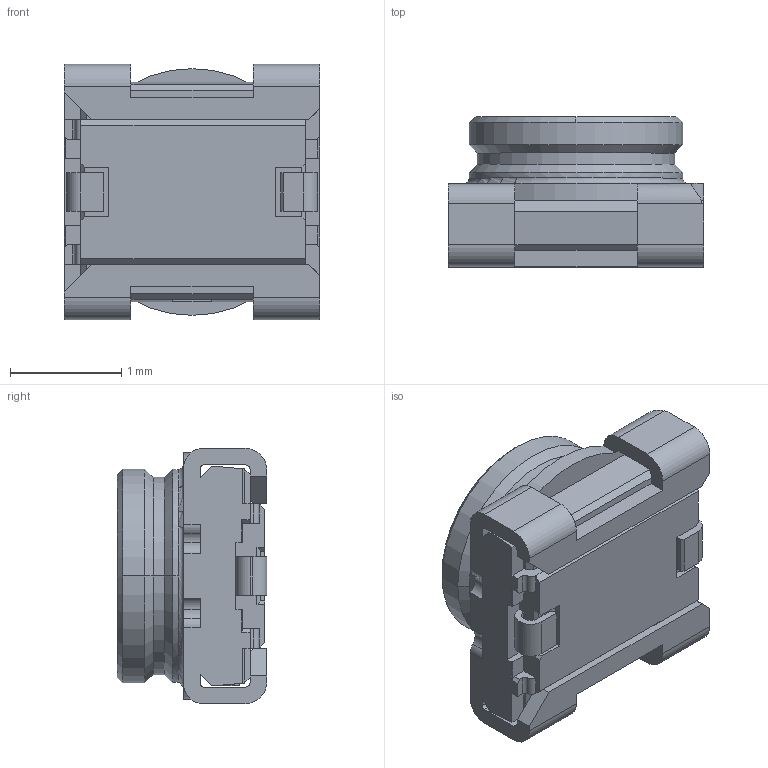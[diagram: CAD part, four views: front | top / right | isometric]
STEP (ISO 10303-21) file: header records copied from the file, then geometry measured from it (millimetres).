
FILE_DESCRIPTION(('CoCreate Modeling STEP Export'),'2;1');
FILE_NAME('MS-156C3.stp','2014-09-02T16:46:33',(''),(''),'CoCreate Modeling STEP processor for AP214 (Solid Model)','CoCreate Modeling 17.0 01-Apr-2010 (C) Parametric Technology GmbH','');
FILE_SCHEMA(('AUTOMOTIVE_DESIGN { 1 0 10303 214 1 1 1 1 }'));
Length unit declared in the file: millimetre
Products named in the file (1): MS-156C3
Bounding box: 2.3 x 1.35 x 2.3 mm (x, y, z)
Volume: 4.2 mm3; surface area: 27.6 mm2
Topology: 1 solids, 1 shells, 208 faces, 618 edges, 400 vertices
Faces by surface type: plane 138, cylinder 56, cone 8, bspline 4, torus 2
Entity records: 7355 total; most frequent: CARTESIAN_POINT 1956, ORIENTED_EDGE 1236, DIRECTION 988, EDGE_CURVE 618, VECTOR 460, LINE 460, VERTEX_POINT 400, AXIS2_PLACEMENT_3D 264
